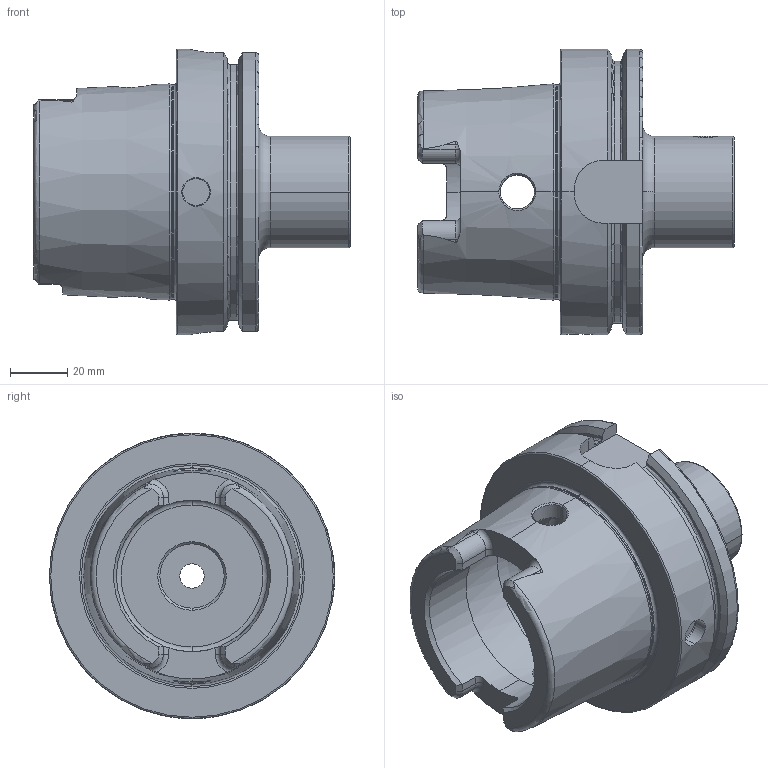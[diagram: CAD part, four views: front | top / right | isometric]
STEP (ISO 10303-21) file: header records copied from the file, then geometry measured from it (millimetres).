
FILE_DESCRIPTION (( 'STEP AP203' ), '1' );
FILE_NAME ('HA0-ST4.K01.061.STEP', '2016-02-12T09:30:02', ( 'SWIAdmin' ), ( 'Hewlett-Packard Company' ), 'SwSTEP 2.0', 'SolidWorks 2015', '' );
FILE_SCHEMA (( 'CONFIG_CONTROL_DESIGN' ));
Length unit declared in the file: millimetre
Products named in the file (3): HA0-ST4.K01.061_A_Fertigbearbeitung; ST4-ER1.001.011_A; HA0-ST4.K01.061
Assembly tree (2 placements, depth 2):
  HA0-ST4.K01.061
    HA0-ST4.K01.061_A_Fertigbearbeitung
    ST4-ER1.001.011_A
Bounding box: 110.9 x 100 x 100 mm (x, y, z)
Volume: 281707.1 mm3; surface area: 55743.5 mm2
Topology: 2 solids, 2 shells, 198 faces, 514 edges, 319 vertices
Faces by surface type: cylinder 57, plane 57, torus 42, cone 34, bspline 8
Entity records: 8034 total; most frequent: CARTESIAN_POINT 3041, ORIENTED_EDGE 1024, DIRECTION 956, EDGE_CURVE 512, AXIS2_PLACEMENT_3D 389, VERTEX_POINT 319, EDGE_LOOP 207, ADVANCED_FACE 198
